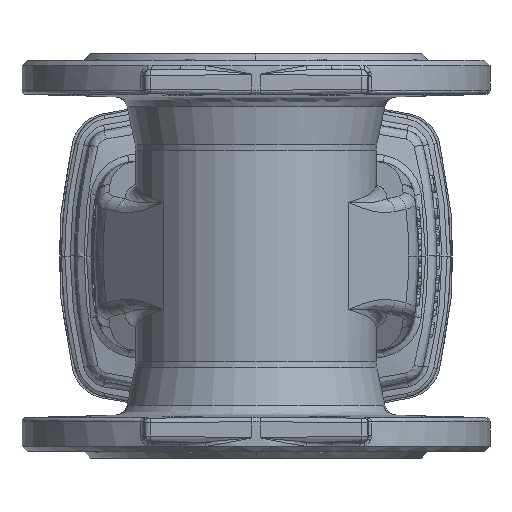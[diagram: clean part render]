
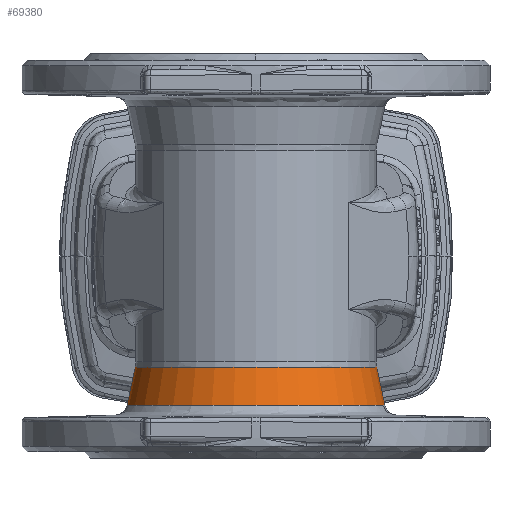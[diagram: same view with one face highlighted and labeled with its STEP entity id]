
A CAD part, front view. The second image highlights one B-rep face of the part: STEP entity #69380.
In plain terms, the highlighted conical face has half-angle 12 degrees and reference radius 56.762 mm.
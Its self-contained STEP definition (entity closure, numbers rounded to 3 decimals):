
#9413 = DIRECTION ( 'NONE',  ( 0.208, 0., -0.978 ) ) ;
#9705 = ORIENTED_EDGE ( 'NONE', *, *, #69471, .T. ) ;
#11973 = AXIS2_PLACEMENT_3D ( 'NONE', #152994, #173780, #12295 ) ;
#12295 = DIRECTION ( 'NONE',  ( -1., 0., 0. ) ) ;
#17415 = CARTESIAN_POINT ( 'NONE',  ( -60.561, -141., -70.104 ) ) ;
#33339 = VECTOR ( 'NONE', #9413, 1000. ) ;
#36693 = VERTEX_POINT ( 'NONE', #153864 ) ;
#44647 = CARTESIAN_POINT ( 'NONE',  ( 56.762, -141., -52.234 ) ) ;
#45438 = DIRECTION ( 'NONE',  ( 0., 0., 1. ) ) ;
#69044 = CARTESIAN_POINT ( 'NONE',  ( 0., -141., -70.104 ) ) ;
#69380 = ADVANCED_FACE ( 'NONE', ( #134227 ), #227895, .T. ) ;
#69471 = EDGE_CURVE ( 'NONE', #143567, #173904, #183720, .T. ) ;
#84023 = VECTOR ( 'NONE', #107509, 1000. ) ;
#93002 = CIRCLE ( 'NONE', #184299, 56.762 ) ;
#102884 = EDGE_CURVE ( 'NONE', #36693, #172519, #93002, .T. ) ;
#106256 = CARTESIAN_POINT ( 'NONE',  ( 56.762, -141., -52.234 ) ) ;
#107509 = DIRECTION ( 'NONE',  ( -0.208, 0., -0.978 ) ) ;
#112212 = EDGE_LOOP ( 'NONE', ( #129559, #189262, #150412, #9705 ) ) ;
#116206 = CARTESIAN_POINT ( 'NONE',  ( 0., -141., -52.234 ) ) ;
#125464 = AXIS2_PLACEMENT_3D ( 'NONE', #69044, #156829, #192175 ) ;
#129559 = ORIENTED_EDGE ( 'NONE', *, *, #207085, .F. ) ;
#134227 = FACE_OUTER_BOUND ( 'NONE', #112212, .T. ) ;
#143567 = VERTEX_POINT ( 'NONE', #17415 ) ;
#150412 = ORIENTED_EDGE ( 'NONE', *, *, #177021, .T. ) ;
#152994 = CARTESIAN_POINT ( 'NONE',  ( 0., -141., -52.234 ) ) ;
#153864 = CARTESIAN_POINT ( 'NONE',  ( -56.762, -141., -52.234 ) ) ;
#156829 = DIRECTION ( 'NONE',  ( 0., 0., 1. ) ) ;
#159914 = CARTESIAN_POINT ( 'NONE',  ( -56.762, -141., -52.234 ) ) ;
#167852 = DIRECTION ( 'NONE',  ( 1., 0., 0. ) ) ;
#172519 = VERTEX_POINT ( 'NONE', #106256 ) ;
#173780 = DIRECTION ( 'NONE',  ( 0., 0., -1. ) ) ;
#173904 = VERTEX_POINT ( 'NONE', #194006 ) ;
#177021 = EDGE_CURVE ( 'NONE', #36693, #143567, #210589, .T. ) ;
#183720 = CIRCLE ( 'NONE', #125464, 60.561 ) ;
#184299 = AXIS2_PLACEMENT_3D ( 'NONE', #116206, #45438, #167852 ) ;
#189262 = ORIENTED_EDGE ( 'NONE', *, *, #102884, .F. ) ;
#192175 = DIRECTION ( 'NONE',  ( 1., 0., 0. ) ) ;
#194006 = CARTESIAN_POINT ( 'NONE',  ( 60.561, -141., -70.104 ) ) ;
#201072 = LINE ( 'NONE', #44647, #33339 ) ;
#207085 = EDGE_CURVE ( 'NONE', #172519, #173904, #201072, .T. ) ;
#210589 = LINE ( 'NONE', #159914, #84023 ) ;
#227895 = CONICAL_SURFACE ( 'NONE', #11973, 56.762, 0.209 ) ;
